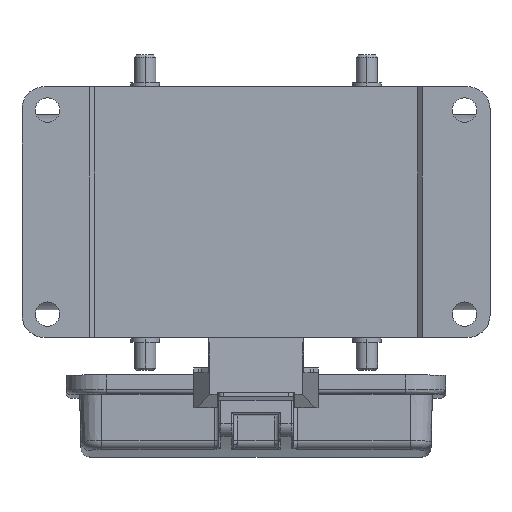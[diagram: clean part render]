
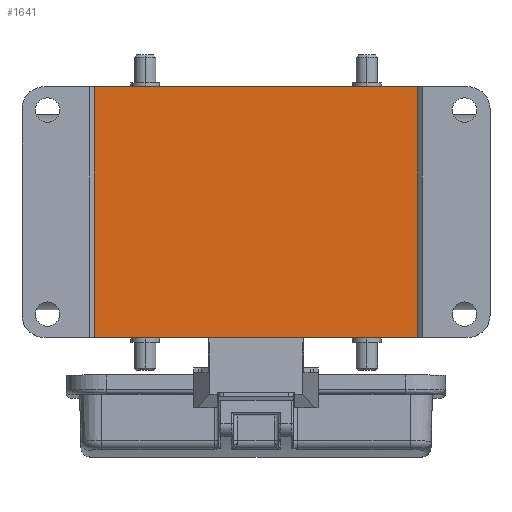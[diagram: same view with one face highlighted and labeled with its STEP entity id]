
A CAD part, top view. The second image highlights one B-rep face of the part: STEP entity #1641.
In plain terms, the highlighted planar face has unit normal (0, 0, 1).
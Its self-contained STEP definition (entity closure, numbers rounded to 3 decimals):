
#583=FACE_OUTER_BOUND('',#2854,.T.);
#1641=ADVANCED_FACE('NONE',(#583),#2135,.F.);
#2135=PLANE('',#11078);
#2854=EDGE_LOOP('',(#4251,#4252,#4253,#4254));
#4251=ORIENTED_EDGE('',*,*,#8021,.F.);
#4252=ORIENTED_EDGE('',*,*,#8022,.F.);
#4253=ORIENTED_EDGE('',*,*,#7991,.F.);
#4254=ORIENTED_EDGE('',*,*,#8023,.F.);
#6808=VERTEX_POINT('',#16798);
#6809=VERTEX_POINT('',#16800);
#6833=VERTEX_POINT('',#16865);
#6834=VERTEX_POINT('',#16866);
#7991=EDGE_CURVE('NONE',#6808,#6809,#9288,.T.);
#8021=EDGE_CURVE('NONE',#6833,#6834,#9303,.T.);
#8022=EDGE_CURVE('NONE',#6809,#6833,#9304,.T.);
#8023=EDGE_CURVE('NONE',#6834,#6808,#9305,.T.);
#9288=LINE('',#16799,#10133);
#9303=LINE('',#16864,#10148);
#9304=LINE('',#16867,#10149);
#9305=LINE('',#16868,#10150);
#10133=VECTOR('',#12657,1.);
#10148=VECTOR('',#12712,1.);
#10149=VECTOR('',#12713,1.);
#10150=VECTOR('',#12714,1.);
#11078=AXIS2_PLACEMENT_3D('',#16869,#12715,#12716);
#12657=DIRECTION('',(1.,0.,0.));
#12712=DIRECTION('',(-1.,0.,0.));
#12713=DIRECTION('',(0.,-1.,0.));
#12714=DIRECTION('',(0.,1.,0.));
#12715=DIRECTION('',(0.,0.,-1.));
#12716=DIRECTION('',(-1.,0.,0.));
#16798=CARTESIAN_POINT('',(-36.5,28.25,-1.));
#16799=CARTESIAN_POINT('',(0.,28.25,-1.));
#16800=CARTESIAN_POINT('',(36.5,28.25,-1.));
#16864=CARTESIAN_POINT('',(-36.5,-28.25,-1.));
#16865=CARTESIAN_POINT('',(36.5,-28.25,-1.));
#16866=CARTESIAN_POINT('',(-36.5,-28.25,-1.));
#16867=CARTESIAN_POINT('',(36.5,-28.,-1.));
#16868=CARTESIAN_POINT('',(-36.5,-28.,-1.));
#16869=CARTESIAN_POINT('',(-36.5,-28.,-1.));
